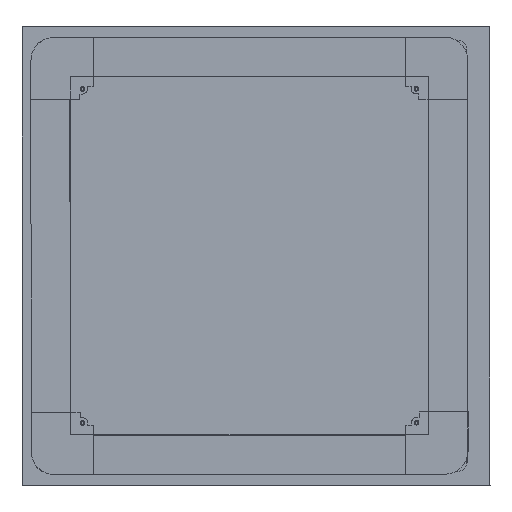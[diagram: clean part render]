
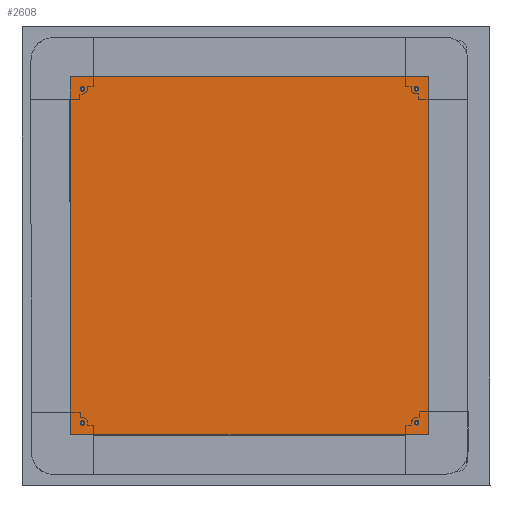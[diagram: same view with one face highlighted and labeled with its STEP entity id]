
A CAD part, top view. The second image highlights one B-rep face of the part: STEP entity #2608.
In plain terms, the highlighted face is planar.
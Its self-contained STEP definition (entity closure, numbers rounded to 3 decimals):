
#9 = FACE_BOUND ( 'NONE', #3847, .T. ) ;
#214 = AXIS2_PLACEMENT_3D ( 'NONE', #421, #765, #1060 ) ;
#242 = ORIENTED_EDGE ( 'NONE', *, *, #2334, .F. ) ;
#316 = DIRECTION ( 'NONE',  ( 1., 0., 0. ) ) ;
#320 = DIRECTION ( 'NONE',  ( 1., 0., 0. ) ) ;
#365 = EDGE_LOOP ( 'NONE', ( #2194, #4062 ) ) ;
#366 = CIRCLE ( 'NONE', #3411, 2.5 ) ;
#375 = CIRCLE ( 'NONE', #3447, 2.5 ) ;
#421 = CARTESIAN_POINT ( 'NONE',  ( -178.5, -178.5, 0.8 ) ) ;
#425 = DIRECTION ( 'NONE',  ( 0., 1., 0. ) ) ;
#429 = DIRECTION ( 'NONE',  ( 0., 0., 1. ) ) ;
#516 = LINE ( 'NONE', #3515, #3671 ) ;
#523 = CARTESIAN_POINT ( 'NONE',  ( 178.5, -178.5, 0.8 ) ) ;
#577 = EDGE_CURVE ( 'NONE', #662, #2936, #3725, .T. ) ;
#588 = ORIENTED_EDGE ( 'NONE', *, *, #1755, .F. ) ;
#620 = ORIENTED_EDGE ( 'NONE', *, *, #3748, .T. ) ;
#639 = EDGE_CURVE ( 'NONE', #3201, #2396, #516, .T. ) ;
#662 = VERTEX_POINT ( 'NONE', #4162 ) ;
#711 = EDGE_CURVE ( 'NONE', #829, #3201, #1195, .T. ) ;
#752 = CARTESIAN_POINT ( 'NONE',  ( 191.25, 191.25, 0.8 ) ) ;
#756 = CIRCLE ( 'NONE', #3312, 2.5 ) ;
#765 = DIRECTION ( 'NONE',  ( 0., 0., 1. ) ) ;
#792 = FACE_BOUND ( 'NONE', #1771, .T. ) ;
#829 = VERTEX_POINT ( 'NONE', #1511 ) ;
#848 = DIRECTION ( 'NONE',  ( 1., 0., 0. ) ) ;
#879 = CIRCLE ( 'NONE', #2308, 2.5 ) ;
#916 = FACE_OUTER_BOUND ( 'NONE', #2541, .T. ) ;
#933 = CARTESIAN_POINT ( 'NONE',  ( 181., 178.5, 0.8 ) ) ;
#1015 = VERTEX_POINT ( 'NONE', #2049 ) ;
#1022 = EDGE_CURVE ( 'NONE', #1405, #2095, #2918, .T. ) ;
#1060 = DIRECTION ( 'NONE',  ( 1., 0., 0. ) ) ;
#1067 = DIRECTION ( 'NONE',  ( 0., 0., 1. ) ) ;
#1088 = AXIS2_PLACEMENT_3D ( 'NONE', #3002, #1067, #3347 ) ;
#1184 = DIRECTION ( 'NONE',  ( 0., 0., 1. ) ) ;
#1195 = LINE ( 'NONE', #2233, #1766 ) ;
#1303 = DIRECTION ( 'NONE',  ( 0., 0., 1. ) ) ;
#1405 = VERTEX_POINT ( 'NONE', #1638 ) ;
#1412 = CARTESIAN_POINT ( 'NONE',  ( 176., -178.5, 0.8 ) ) ;
#1431 = PLANE ( 'NONE',  #2631 ) ;
#1441 = DIRECTION ( 'NONE',  ( -1., 0., 0. ) ) ;
#1511 = CARTESIAN_POINT ( 'NONE',  ( -191.25, 191.25, 0.8 ) ) ;
#1638 = CARTESIAN_POINT ( 'NONE',  ( 176., 178.5, 0.8 ) ) ;
#1671 = CIRCLE ( 'NONE', #1088, 2.5 ) ;
#1685 = ORIENTED_EDGE ( 'NONE', *, *, #1022, .F. ) ;
#1732 = CARTESIAN_POINT ( 'NONE',  ( 191.25, -191.25, 0.8 ) ) ;
#1755 = EDGE_CURVE ( 'NONE', #1794, #2822, #375, .T. ) ;
#1766 = VECTOR ( 'NONE', #2547, 1000. ) ;
#1771 = EDGE_LOOP ( 'NONE', ( #1685, #4154 ) ) ;
#1794 = VERTEX_POINT ( 'NONE', #4253 ) ;
#1811 = DIRECTION ( 'NONE',  ( 0., 0., 1. ) ) ;
#1952 = CARTESIAN_POINT ( 'NONE',  ( -178.5, 178.5, 0.8 ) ) ;
#1992 = EDGE_CURVE ( 'NONE', #2822, #1794, #366, .T. ) ;
#2017 = CARTESIAN_POINT ( 'NONE',  ( -191.25, 191.25, 0.8 ) ) ;
#2018 = VECTOR ( 'NONE', #425, 1000. ) ;
#2021 = CARTESIAN_POINT ( 'NONE',  ( -181., -178.5, 0.8 ) ) ;
#2031 = CARTESIAN_POINT ( 'NONE',  ( -191.25, -191.25, 0.8 ) ) ;
#2037 = DIRECTION ( 'NONE',  ( 0., 0., 1. ) ) ;
#2049 = CARTESIAN_POINT ( 'NONE',  ( 181., -178.5, 0.8 ) ) ;
#2095 = VERTEX_POINT ( 'NONE', #933 ) ;
#2194 = ORIENTED_EDGE ( 'NONE', *, *, #3185, .F. ) ;
#2224 = CARTESIAN_POINT ( 'NONE',  ( -178.5, -178.5, 0.8 ) ) ;
#2227 = FACE_BOUND ( 'NONE', #365, .T. ) ;
#2233 = CARTESIAN_POINT ( 'NONE',  ( -191.25, -191.25, 0.8 ) ) ;
#2308 = AXIS2_PLACEMENT_3D ( 'NONE', #523, #2787, #848 ) ;
#2334 = EDGE_CURVE ( 'NONE', #2936, #662, #756, .T. ) ;
#2366 = LINE ( 'NONE', #2017, #4104 ) ;
#2396 = VERTEX_POINT ( 'NONE', #4238 ) ;
#2400 = ORIENTED_EDGE ( 'NONE', *, *, #639, .T. ) ;
#2541 = EDGE_LOOP ( 'NONE', ( #2567, #2400, #620, #2658 ) ) ;
#2547 = DIRECTION ( 'NONE',  ( 0., -1., 0. ) ) ;
#2567 = ORIENTED_EDGE ( 'NONE', *, *, #711, .T. ) ;
#2608 = ADVANCED_FACE ( 'NONE', ( #3480, #9, #916, #792, #2227 ), #1431, .F. ) ;
#2631 = AXIS2_PLACEMENT_3D ( 'NONE', #2031, #2690, #1441 ) ;
#2658 = ORIENTED_EDGE ( 'NONE', *, *, #3674, .T. ) ;
#2690 = DIRECTION ( 'NONE',  ( 0., 0., -1. ) ) ;
#2696 = CARTESIAN_POINT ( 'NONE',  ( 178.5, 178.5, 0.8 ) ) ;
#2777 = CIRCLE ( 'NONE', #3117, 2.5 ) ;
#2787 = DIRECTION ( 'NONE',  ( 0., 0., 1. ) ) ;
#2822 = VERTEX_POINT ( 'NONE', #2922 ) ;
#2875 = AXIS2_PLACEMENT_3D ( 'NONE', #2696, #429, #316 ) ;
#2904 = DIRECTION ( 'NONE',  ( 1., 0., 0. ) ) ;
#2918 = CIRCLE ( 'NONE', #2875, 2.5 ) ;
#2922 = CARTESIAN_POINT ( 'NONE',  ( -181., 178.5, 0.8 ) ) ;
#2936 = VERTEX_POINT ( 'NONE', #2021 ) ;
#2940 = VERTEX_POINT ( 'NONE', #1412 ) ;
#2981 = DIRECTION ( 'NONE',  ( -1., 0., 0. ) ) ;
#2988 = VERTEX_POINT ( 'NONE', #752 ) ;
#3002 = CARTESIAN_POINT ( 'NONE',  ( 178.5, -178.5, 0.8 ) ) ;
#3109 = CARTESIAN_POINT ( 'NONE',  ( 178.5, 178.5, 0.8 ) ) ;
#3117 = AXIS2_PLACEMENT_3D ( 'NONE', #3109, #1184, #3487 ) ;
#3128 = EDGE_LOOP ( 'NONE', ( #242, #3285 ) ) ;
#3185 = EDGE_CURVE ( 'NONE', #2940, #1015, #879, .T. ) ;
#3201 = VERTEX_POINT ( 'NONE', #3491 ) ;
#3285 = ORIENTED_EDGE ( 'NONE', *, *, #577, .F. ) ;
#3312 = AXIS2_PLACEMENT_3D ( 'NONE', #2224, #1811, #2904 ) ;
#3347 = DIRECTION ( 'NONE',  ( 1., 0., 0. ) ) ;
#3411 = AXIS2_PLACEMENT_3D ( 'NONE', #4248, #1303, #3606 ) ;
#3447 = AXIS2_PLACEMENT_3D ( 'NONE', #1952, #2037, #320 ) ;
#3456 = DIRECTION ( 'NONE',  ( 1., 0., 0. ) ) ;
#3480 = FACE_BOUND ( 'NONE', #3128, .T. ) ;
#3487 = DIRECTION ( 'NONE',  ( 1., 0., 0. ) ) ;
#3491 = CARTESIAN_POINT ( 'NONE',  ( -191.25, -191.25, 0.8 ) ) ;
#3515 = CARTESIAN_POINT ( 'NONE',  ( -191.25, -191.25, 0.8 ) ) ;
#3606 = DIRECTION ( 'NONE',  ( 1., 0., 0. ) ) ;
#3671 = VECTOR ( 'NONE', #3456, 1000. ) ;
#3674 = EDGE_CURVE ( 'NONE', #2988, #829, #2366, .T. ) ;
#3714 = EDGE_CURVE ( 'NONE', #1015, #2940, #1671, .T. ) ;
#3725 = CIRCLE ( 'NONE', #214, 2.5 ) ;
#3748 = EDGE_CURVE ( 'NONE', #2396, #2988, #4188, .T. ) ;
#3847 = EDGE_LOOP ( 'NONE', ( #3947, #588 ) ) ;
#3947 = ORIENTED_EDGE ( 'NONE', *, *, #1992, .F. ) ;
#3999 = EDGE_CURVE ( 'NONE', #2095, #1405, #2777, .T. ) ;
#4062 = ORIENTED_EDGE ( 'NONE', *, *, #3714, .F. ) ;
#4104 = VECTOR ( 'NONE', #2981, 1000. ) ;
#4154 = ORIENTED_EDGE ( 'NONE', *, *, #3999, .F. ) ;
#4162 = CARTESIAN_POINT ( 'NONE',  ( -176., -178.5, 0.8 ) ) ;
#4188 = LINE ( 'NONE', #1732, #2018 ) ;
#4238 = CARTESIAN_POINT ( 'NONE',  ( 191.25, -191.25, 0.8 ) ) ;
#4248 = CARTESIAN_POINT ( 'NONE',  ( -178.5, 178.5, 0.8 ) ) ;
#4253 = CARTESIAN_POINT ( 'NONE',  ( -176., 178.5, 0.8 ) ) ;
